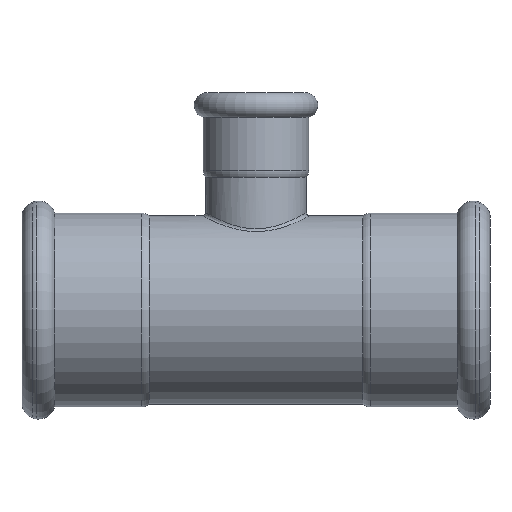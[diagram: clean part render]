
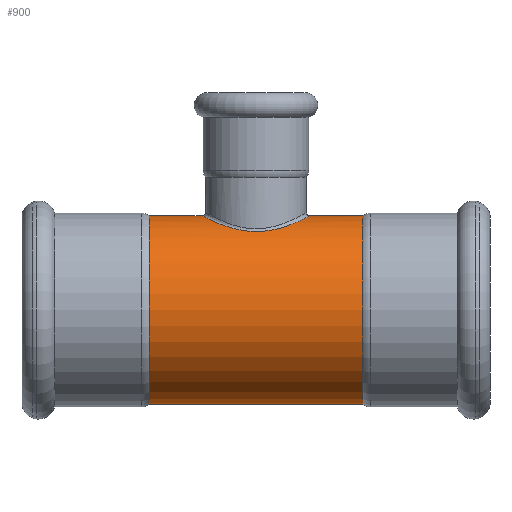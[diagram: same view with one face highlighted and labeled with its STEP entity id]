
A CAD part, front view. The second image highlights one B-rep face of the part: STEP entity #900.
In plain terms, the highlighted cylindrical face has radius 28 mm (diameter 56 mm), a full revolution.
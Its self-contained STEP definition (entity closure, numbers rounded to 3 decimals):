
#20=B_SPLINE_CURVE_WITH_KNOTS('',3,(#1948,#1949,#1950,#1951,#1952,#1953,
#1954,#1955,#1956,#1957,#1958,#1959,#1960,#1961,#1962,#1963,#1964,#1965,
#1966,#1967),.UNSPECIFIED.,.T.,.F.,(4,1,1,1,1,1,1,1,1,1,1,1,1,1,1,1,1,4),
(-9.258,-8.927,-8.596,-7.935,
-7.053,-6.833,-6.613,-5.731,
-5.29,-4.849,-4.408,-3.968,
-3.527,-2.645,-1.984,-1.323,
-0.661,0.),.UNSPECIFIED.);
#28=FACE_BOUND('',#163,.T.);
#45=LINE('',#1979,#67);
#67=VECTOR('',#1347,28.);
#86=CYLINDRICAL_SURFACE('',#1049,28.);
#118=FACE_OUTER_BOUND('',#162,.T.);
#162=EDGE_LOOP('',(#739,#740,#741,#742,#743,#744,#745,#746));
#163=EDGE_LOOP('',(#747));
#267=CIRCLE('',#1050,28.);
#268=CIRCLE('',#1051,28.);
#269=CIRCLE('',#1052,28.);
#270=CIRCLE('',#1053,28.);
#271=CIRCLE('',#1054,28.);
#272=CIRCLE('',#1055,28.);
#379=VERTEX_POINT('',#1920);
#383=VERTEX_POINT('',#1973);
#384=VERTEX_POINT('',#1974);
#385=VERTEX_POINT('',#1976);
#386=VERTEX_POINT('',#1978);
#387=VERTEX_POINT('',#1980);
#388=VERTEX_POINT('',#1982);
#514=EDGE_CURVE('',#379,#379,#20,.T.);
#517=EDGE_CURVE('',#383,#384,#267,.T.);
#518=EDGE_CURVE('',#385,#383,#268,.T.);
#519=EDGE_CURVE('',#385,#386,#45,.T.);
#520=EDGE_CURVE('',#386,#387,#269,.T.);
#521=EDGE_CURVE('',#387,#388,#270,.T.);
#522=EDGE_CURVE('',#388,#386,#271,.T.);
#523=EDGE_CURVE('',#384,#385,#272,.T.);
#739=ORIENTED_EDGE('',*,*,#517,.F.);
#740=ORIENTED_EDGE('',*,*,#518,.F.);
#741=ORIENTED_EDGE('',*,*,#519,.T.);
#742=ORIENTED_EDGE('',*,*,#520,.T.);
#743=ORIENTED_EDGE('',*,*,#521,.T.);
#744=ORIENTED_EDGE('',*,*,#522,.T.);
#745=ORIENTED_EDGE('',*,*,#519,.F.);
#746=ORIENTED_EDGE('',*,*,#523,.F.);
#747=ORIENTED_EDGE('',*,*,#514,.F.);
#900=ADVANCED_FACE('',(#118,#28),#86,.T.);
#1049=AXIS2_PLACEMENT_3D('',#1972,#1341,#1342);
#1050=AXIS2_PLACEMENT_3D('',#1975,#1343,#1344);
#1051=AXIS2_PLACEMENT_3D('',#1977,#1345,#1346);
#1052=AXIS2_PLACEMENT_3D('',#1981,#1348,#1349);
#1053=AXIS2_PLACEMENT_3D('',#1983,#1350,#1351);
#1054=AXIS2_PLACEMENT_3D('',#1984,#1352,#1353);
#1055=AXIS2_PLACEMENT_3D('',#1985,#1354,#1355);
#1341=DIRECTION('center_axis',(1.,0.,0.));
#1342=DIRECTION('ref_axis',(0.,1.,0.));
#1343=DIRECTION('center_axis',(1.,0.,0.));
#1344=DIRECTION('ref_axis',(0.,1.,0.));
#1345=DIRECTION('center_axis',(1.,0.,0.));
#1346=DIRECTION('ref_axis',(0.,1.,0.));
#1347=DIRECTION('',(-1.,0.,0.));
#1348=DIRECTION('center_axis',(1.,0.,0.));
#1349=DIRECTION('ref_axis',(0.,1.,0.));
#1350=DIRECTION('center_axis',(1.,0.,0.));
#1351=DIRECTION('ref_axis',(0.,1.,0.));
#1352=DIRECTION('center_axis',(1.,0.,0.));
#1353=DIRECTION('ref_axis',(0.,1.,0.));
#1354=DIRECTION('center_axis',(1.,0.,0.));
#1355=DIRECTION('ref_axis',(0.,1.,0.));
#1920=CARTESIAN_POINT('',(0.,15.448,23.353));
#1948=CARTESIAN_POINT('Ctrl Pts',(0.,15.448,
23.353));
#1949=CARTESIAN_POINT('Ctrl Pts',(-1.223,15.448,23.353));
#1950=CARTESIAN_POINT('Ctrl Pts',(-3.67,15.178,23.538));
#1951=CARTESIAN_POINT('Ctrl Pts',(-8.21,13.595,24.513));
#1952=CARTESIAN_POINT('Ctrl Pts',(-13.488,9.552,26.62));
#1953=CARTESIAN_POINT('Ctrl Pts',(-16.022,3.575,28.022));
#1954=CARTESIAN_POINT('Ctrl Pts',(-16.015,-1.187,28.006));
#1955=CARTESIAN_POINT('Ctrl Pts',(-15.269,-5.868,27.621));
#1956=CARTESIAN_POINT('Ctrl Pts',(-12.328,-10.64,26.069));
#1957=CARTESIAN_POINT('Ctrl Pts',(-7.133,-14.078,24.238));
#1958=CARTESIAN_POINT('Ctrl Pts',(-2.489,-15.507,23.317));
#1959=CARTESIAN_POINT('Ctrl Pts',(2.489,-15.509,23.314));
#1960=CARTESIAN_POINT('Ctrl Pts',(7.136,-14.076,24.239));
#1961=CARTESIAN_POINT('Ctrl Pts',(12.32,-10.646,26.066));
#1962=CARTESIAN_POINT('Ctrl Pts',(16.125,-4.5,28.072));
#1963=CARTESIAN_POINT('Ctrl Pts',(16.135,3.679,28.063));
#1964=CARTESIAN_POINT('Ctrl Pts',(12.849,10.008,26.364));
#1965=CARTESIAN_POINT('Ctrl Pts',(7.296,14.325,24.14));
#1966=CARTESIAN_POINT('Ctrl Pts',(2.447,15.448,23.353));
#1967=CARTESIAN_POINT('Ctrl Pts',(0.,15.448,
23.353));
#1972=CARTESIAN_POINT('Origin',(26.817,0.,0.));
#1973=CARTESIAN_POINT('',(31.735,28.,0.));
#1974=CARTESIAN_POINT('',(31.735,0.,28.));
#1975=CARTESIAN_POINT('Origin',(31.735,0.,0.));
#1976=CARTESIAN_POINT('',(31.735,-28.,0.));
#1977=CARTESIAN_POINT('Origin',(31.735,0.,0.));
#1978=CARTESIAN_POINT('',(-31.735,-28.,0.));
#1979=CARTESIAN_POINT('',(26.817,-28.,0.));
#1980=CARTESIAN_POINT('',(-31.735,28.,0.));
#1981=CARTESIAN_POINT('Origin',(-31.735,0.,0.));
#1982=CARTESIAN_POINT('',(-31.735,0.,28.));
#1983=CARTESIAN_POINT('Origin',(-31.735,0.,0.));
#1984=CARTESIAN_POINT('Origin',(-31.735,0.,0.));
#1985=CARTESIAN_POINT('Origin',(31.735,0.,0.));
